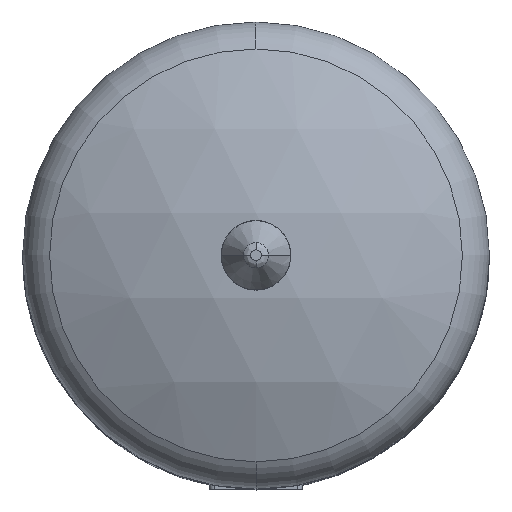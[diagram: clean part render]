
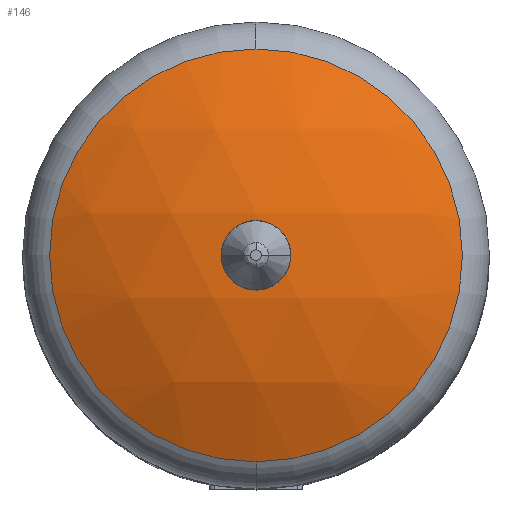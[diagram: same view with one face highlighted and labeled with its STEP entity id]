
A CAD part, top view. The second image highlights one B-rep face of the part: STEP entity #146.
In plain terms, the highlighted spherical face has radius 281 mm.
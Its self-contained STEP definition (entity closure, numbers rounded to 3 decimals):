
#41=CARTESIAN_POINT('Vertex',(0.,-123.774,462.272)) ;
#46=CARTESIAN_POINT('Axis2P3D Location',(0.,0.,462.272)) ;
#50=CARTESIAN_POINT('Vertex',(-123.774,0.,462.272)) ;
#53=CARTESIAN_POINT('Axis2P3D Location',(0.,0.,462.272)) ;
#57=CARTESIAN_POINT('Vertex',(0.,123.774,462.272)) ;
#101=CARTESIAN_POINT('Axis2P3D Location',(0.,0.,462.272)) ;
#105=CARTESIAN_POINT('Vertex',(123.774,0.,462.272)) ;
#108=CARTESIAN_POINT('Axis2P3D Location',(0.,0.,462.272)) ;
#135=CARTESIAN_POINT('Axis2P3D Location',(0.,0.,210.)) ;
#47=DIRECTION('Axis2P3D Direction',(0.,0.,-1.)) ;
#54=DIRECTION('Axis2P3D Direction',(0.,0.,-1.)) ;
#102=DIRECTION('Axis2P3D Direction',(0.,0.,-1.)) ;
#109=DIRECTION('Axis2P3D Direction',(0.,0.,-1.)) ;
#136=DIRECTION('Axis2P3D Direction',(-0.,1.,0.)) ;
#137=DIRECTION('Axis2P3D XDirection',(0.,0.,1.)) ;
#48=AXIS2_PLACEMENT_3D('Circle Axis2P3D',#46,#47,$) ;
#55=AXIS2_PLACEMENT_3D('Circle Axis2P3D',#53,#54,$) ;
#103=AXIS2_PLACEMENT_3D('Circle Axis2P3D',#101,#102,$) ;
#110=AXIS2_PLACEMENT_3D('Circle Axis2P3D',#108,#109,$) ;
#138=AXIS2_PLACEMENT_3D('Sphere Axis2P3D',#135,#136,#137) ;
#49=CIRCLE('generated circle',#48,123.774) ;
#56=CIRCLE('generated circle',#55,123.774) ;
#104=CIRCLE('generated circle',#103,123.774) ;
#111=CIRCLE('generated circle',#110,123.774) ;
#139=SPHERICAL_SURFACE('',#138,281.) ;
#52=EDGE_CURVE('',#42,#51,#49,.T.) ;
#59=EDGE_CURVE('',#51,#58,#56,.T.) ;
#107=EDGE_CURVE('',#58,#106,#104,.T.) ;
#112=EDGE_CURVE('',#106,#42,#111,.T.) ;
#141=ORIENTED_EDGE('',*,*,#112,.F.) ;
#142=ORIENTED_EDGE('',*,*,#107,.F.) ;
#143=ORIENTED_EDGE('',*,*,#59,.F.) ;
#144=ORIENTED_EDGE('',*,*,#52,.F.) ;
#140=EDGE_LOOP('',(#141,#142,#143,#144)) ;
#42=VERTEX_POINT('',#41) ;
#51=VERTEX_POINT('',#50) ;
#58=VERTEX_POINT('',#57) ;
#106=VERTEX_POINT('',#105) ;
#146=ADVANCED_FACE('568025-TST',(#145),#139,.T.) ;
#145=FACE_OUTER_BOUND('',#140,.T.) ;
